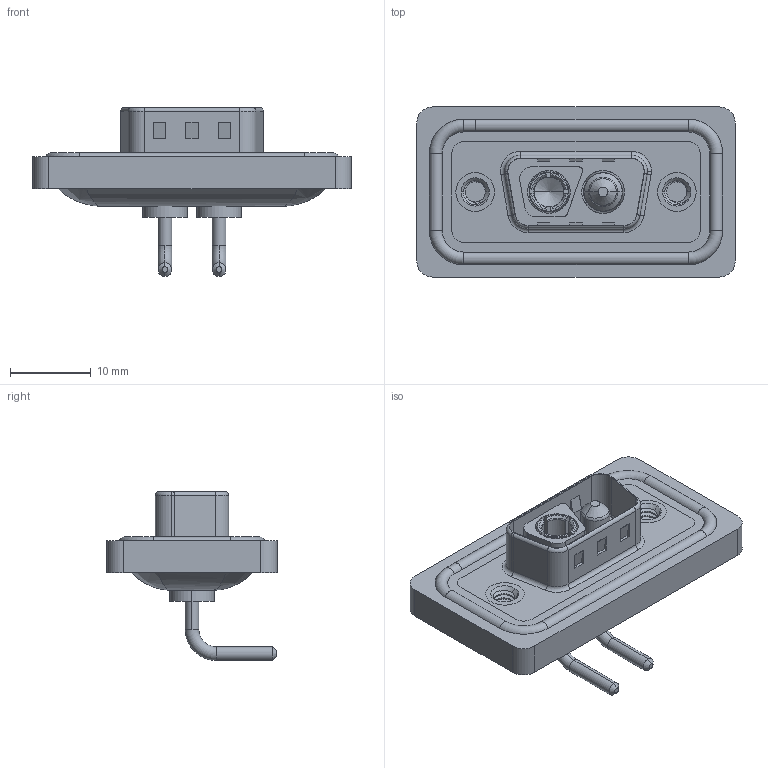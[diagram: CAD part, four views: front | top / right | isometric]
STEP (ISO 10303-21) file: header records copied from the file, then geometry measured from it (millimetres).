
FILE_DESCRIPTION (( 'STEP AP203' ), '1' );
FILE_NAME ('629W2WK2240-1NA.STEP', '2024-04-11T11:49:30', ( '' ), ( '' ), 'SwSTEP 2.0', 'SolidWorks 2023', '' );
FILE_SCHEMA (( 'CONFIG_CONTROL_DESIGN' ));
Length unit declared in the file: millimetre
Products named in the file (8): 629Combo Threaded Rivet_A; 629Combo Housing_2WK2; Power Pin_10A RA; Power Socket_10A RA; 629Combo Waterproof Housing_09 Contacts; 629Combo Shell Front_09 Contacts; 629Combo Shell Rear_09 Contacts; 629W2WK2240-1NA
Assembly tree (8 placements, depth 2):
  629W2WK2240-1NA
    629Combo Housing_2WK2
    629Combo Shell Rear_09 Contacts
    629Combo Shell Front_09 Contacts
    629Combo Waterproof Housing_09 Contacts
    629Combo Threaded Rivet_A  x2
    Power Socket_10A RA
    Power Pin_10A RA
Bounding box: 39.5 x 21.1 x 20.95 mm (x, y, z)
Volume: 4567.2 mm3; surface area: 7431.3 mm2
Topology: 11 solids, 11 shells, 536 faces, 1332 edges, 836 vertices
Faces by surface type: cylinder 229, plane 189, torus 74, cone 32, bspline 12
Entity records: 17807 total; most frequent: CARTESIAN_POINT 4700, DIRECTION 2689, ORIENTED_EDGE 2496, EDGE_CURVE 1248, AXIS2_PLACEMENT_3D 1038, VERTEX_POINT 788, LINE 613, VECTOR 613
